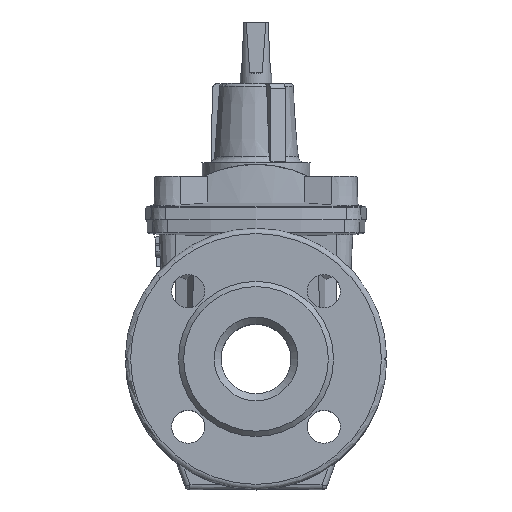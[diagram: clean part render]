
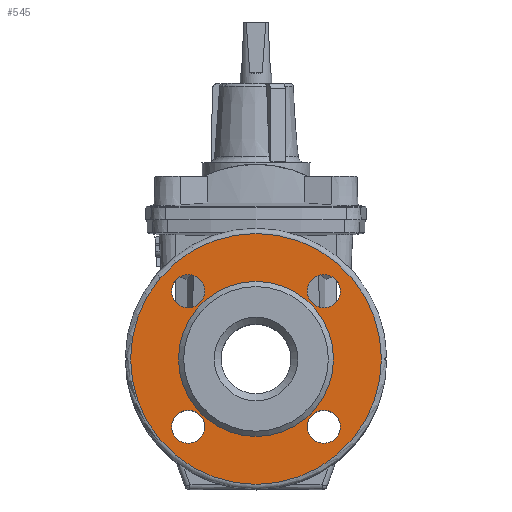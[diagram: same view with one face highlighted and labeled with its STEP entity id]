
A CAD part, top view. The second image highlights one B-rep face of the part: STEP entity #545.
In plain terms, the highlighted planar face has unit normal (0, 0, 1).
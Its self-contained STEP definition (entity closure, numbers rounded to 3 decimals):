
#545 = ADVANCED_FACE ( 'NONE', ( #7206, #7204, #7207, #7205, #7202, #7208 ), #6418, .T. ) ;
#1974 = EDGE_CURVE ( 'NONE', #5243, #5243, #7562, .T. ) ;
#1993 = EDGE_CURVE ( 'NONE', #5244, #5244, #7583, .T. ) ;
#2025 = EDGE_CURVE ( 'NONE', #5246, #5246, #7620, .T. ) ;
#2047 = EDGE_CURVE ( 'NONE', #5248, #5248, #7647, .T. ) ;
#2201 = AXIS2_PLACEMENT_3D ( 'NONE', #6414, #6422, #6412 ) ;
#2313 = ORIENTED_EDGE ( 'NONE', *, *, #6045, .F. ) ;
#2336 = ORIENTED_EDGE ( 'NONE', *, *, #1993, .F. ) ;
#2338 = ORIENTED_EDGE ( 'NONE', *, *, #6059, .F. ) ;
#2339 = ORIENTED_EDGE ( 'NONE', *, *, #2025, .T. ) ;
#2342 = ORIENTED_EDGE ( 'NONE', *, *, #2047, .T. ) ;
#2354 = ORIENTED_EDGE ( 'NONE', *, *, #1974, .T. ) ;
#2917 = EDGE_LOOP ( 'NONE', ( #2336 ) ) ;
#2951 = EDGE_LOOP ( 'NONE', ( #2313 ) ) ;
#3159 = EDGE_LOOP ( 'NONE', ( #2339 ) ) ;
#3255 = EDGE_LOOP ( 'NONE', ( #2338 ) ) ;
#3258 = EDGE_LOOP ( 'NONE', ( #2354 ) ) ;
#3264 = EDGE_LOOP ( 'NONE', ( #2342 ) ) ;
#5145 = CIRCLE ( 'NONE', #6346, 9.5 ) ;
#5149 = CIRCLE ( 'NONE', #6350, 44.5 ) ;
#5243 = VERTEX_POINT ( 'NONE', #8967 ) ;
#5244 = VERTEX_POINT ( 'NONE', #8965 ) ;
#5246 = VERTEX_POINT ( 'NONE', #8970 ) ;
#5248 = VERTEX_POINT ( 'NONE', #8973 ) ;
#5269 = VERTEX_POINT ( 'NONE', #8994 ) ;
#5270 = VERTEX_POINT ( 'NONE', #8995 ) ;
#6045 = EDGE_CURVE ( 'NONE', #5269, #5269, #5145, .T. ) ;
#6059 = EDGE_CURVE ( 'NONE', #5270, #5270, #5149, .T. ) ;
#6207 = AXIS2_PLACEMENT_3D ( 'NONE', #7850, #7851, #7852 ) ;
#6212 = AXIS2_PLACEMENT_3D ( 'NONE', #7952, #7953, #7954 ) ;
#6218 = AXIS2_PLACEMENT_3D ( 'NONE', #8109, #8110, #8111 ) ;
#6222 = AXIS2_PLACEMENT_3D ( 'NONE', #8198, #8199, #8200 ) ;
#6346 = AXIS2_PLACEMENT_3D ( 'NONE', #9880, #9881, #9882 ) ;
#6350 = AXIS2_PLACEMENT_3D ( 'NONE', #9912, #9913, #9914 ) ;
#6412 = DIRECTION ( 'NONE',  ( 0., -1., 0. ) ) ;
#6414 = CARTESIAN_POINT ( 'NONE',  ( 0., 44.5, 67. ) ) ;
#6418 = PLANE ( 'NONE',  #2201 ) ;
#6422 = DIRECTION ( 'NONE',  ( 0., 0., 1. ) ) ;
#7202 = FACE_OUTER_BOUND ( 'NONE', #3264, .T. ) ;
#7204 = FACE_BOUND ( 'NONE', #3159, .T. ) ;
#7205 = FACE_BOUND ( 'NONE', #2917, .T. ) ;
#7206 = FACE_BOUND ( 'NONE', #3258, .T. ) ;
#7207 = FACE_BOUND ( 'NONE', #2951, .T. ) ;
#7208 = FACE_BOUND ( 'NONE', #3255, .T. ) ;
#7562 = CIRCLE ( 'NONE', #6207, 9.5 ) ;
#7583 = CIRCLE ( 'NONE', #6212, 9.5 ) ;
#7620 = CIRCLE ( 'NONE', #6218, 9.5 ) ;
#7647 = CIRCLE ( 'NONE', #6222, 72. ) ;
#7850 = CARTESIAN_POINT ( 'NONE',  ( 38.891, -38.891, 67. ) ) ;
#7851 = DIRECTION ( 'NONE',  ( 0., 0., -1. ) ) ;
#7852 = DIRECTION ( 'NONE',  ( -1., 0., 0. ) ) ;
#7952 = CARTESIAN_POINT ( 'NONE',  ( -38.891, 38.891, 67. ) ) ;
#7953 = DIRECTION ( 'NONE',  ( 0., 0., 1. ) ) ;
#7954 = DIRECTION ( 'NONE',  ( 1., 0., 0. ) ) ;
#8109 = CARTESIAN_POINT ( 'NONE',  ( 38.891, 38.891, 67. ) ) ;
#8110 = DIRECTION ( 'NONE',  ( 0., 0., -1. ) ) ;
#8111 = DIRECTION ( 'NONE',  ( -1., 0., 0. ) ) ;
#8198 = CARTESIAN_POINT ( 'NONE',  ( 0., 0., 67. ) ) ;
#8199 = DIRECTION ( 'NONE',  ( 0., 0., 1. ) ) ;
#8200 = DIRECTION ( 'NONE',  ( 0., -1., 0. ) ) ;
#8965 = CARTESIAN_POINT ( 'NONE',  ( -29.391, 38.891, 67. ) ) ;
#8967 = CARTESIAN_POINT ( 'NONE',  ( 29.391, -38.891, 67. ) ) ;
#8970 = CARTESIAN_POINT ( 'NONE',  ( 29.391, 38.891, 67. ) ) ;
#8973 = CARTESIAN_POINT ( 'NONE',  ( 0., -72., 67. ) ) ;
#8994 = CARTESIAN_POINT ( 'NONE',  ( -29.391, -38.891, 67. ) ) ;
#8995 = CARTESIAN_POINT ( 'NONE',  ( 0., -44.5, 67. ) ) ;
#9880 = CARTESIAN_POINT ( 'NONE',  ( -38.891, -38.891, 67. ) ) ;
#9881 = DIRECTION ( 'NONE',  ( 0., 0., 1. ) ) ;
#9882 = DIRECTION ( 'NONE',  ( 1., 0., 0. ) ) ;
#9912 = CARTESIAN_POINT ( 'NONE',  ( 0., 0., 67. ) ) ;
#9913 = DIRECTION ( 'NONE',  ( 0., 0., 1. ) ) ;
#9914 = DIRECTION ( 'NONE',  ( 0., -1., 0. ) ) ;
